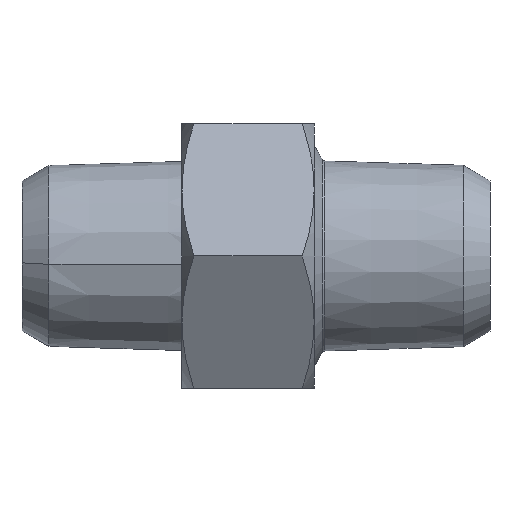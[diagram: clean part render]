
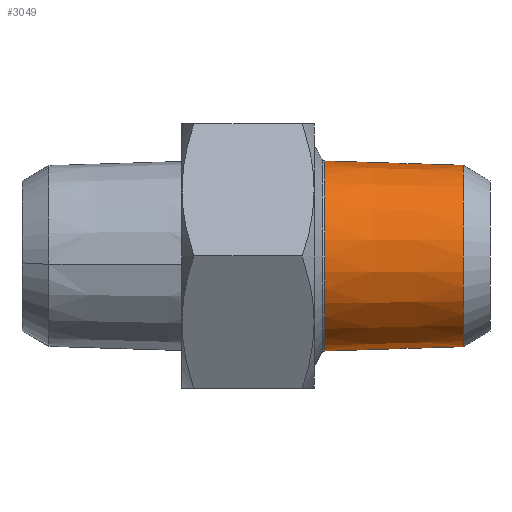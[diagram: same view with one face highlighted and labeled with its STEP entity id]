
A CAD part, left-side view. The second image highlights one B-rep face of the part: STEP entity #3049.
In plain terms, the highlighted conical face has half-angle 1.79 degrees and reference radius 6.52 mm.
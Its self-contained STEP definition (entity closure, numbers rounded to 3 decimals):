
#251 = EDGE_CURVE ( 'NONE', #1443, #2628, #935, .T. ) ;
#346 = EDGE_LOOP ( 'NONE', ( #1183, #2263, #759, #695 ) ) ;
#543 = VECTOR ( 'NONE', #1414, 1000. ) ;
#581 = LINE ( 'NONE', #2357, #543 ) ;
#632 = FACE_OUTER_BOUND ( 'NONE', #346, .T. ) ;
#695 = ORIENTED_EDGE ( 'NONE', *, *, #251, .T. ) ;
#736 = VERTEX_POINT ( 'NONE', #1329 ) ;
#759 = ORIENTED_EDGE ( 'NONE', *, *, #2876, .T. ) ;
#795 = AXIS2_PLACEMENT_3D ( 'NONE', #2682, #2676, #2666 ) ;
#876 = DIRECTION ( 'NONE',  ( 0., 0., 1. ) ) ;
#935 = CIRCLE ( 'NONE', #1575, 6.83 ) ;
#990 = DIRECTION ( 'NONE',  ( 0., 1., 0. ) ) ;
#1061 = CARTESIAN_POINT ( 'NONE',  ( 0., 1.94, 0. ) ) ;
#1176 = AXIS2_PLACEMENT_3D ( 'NONE', #1061, #990, #876 ) ;
#1183 = ORIENTED_EDGE ( 'NONE', *, *, #2400, .F. ) ;
#1241 = VECTOR ( 'NONE', #2370, 1000. ) ;
#1329 = CARTESIAN_POINT ( 'NONE',  ( 0., 1.94, -6.52 ) ) ;
#1357 = EDGE_CURVE ( 'NONE', #1691, #736, #3109, .T. ) ;
#1414 = DIRECTION ( 'NONE',  ( 0., 1., -0.031 ) ) ;
#1443 = VERTEX_POINT ( 'NONE', #2487 ) ;
#1575 = AXIS2_PLACEMENT_3D ( 'NONE', #2804, #2811, #2821 ) ;
#1642 = CONICAL_SURFACE ( 'NONE', #1176, 6.52, 0.031 ) ;
#1691 = VERTEX_POINT ( 'NONE', #1985 ) ;
#1740 = CARTESIAN_POINT ( 'NONE',  ( 0., 11.861, -6.83 ) ) ;
#1985 = CARTESIAN_POINT ( 'NONE',  ( 0., 1.94, 6.52 ) ) ;
#2057 = LINE ( 'NONE', #2385, #1241 ) ;
#2263 = ORIENTED_EDGE ( 'NONE', *, *, #1357, .F. ) ;
#2357 = CARTESIAN_POINT ( 'NONE',  ( 0., 1.94, -6.52 ) ) ;
#2370 = DIRECTION ( 'NONE',  ( 0., 1., 0.031 ) ) ;
#2385 = CARTESIAN_POINT ( 'NONE',  ( 0., 1.94, 6.52 ) ) ;
#2400 = EDGE_CURVE ( 'NONE', #736, #2628, #581, .T. ) ;
#2487 = CARTESIAN_POINT ( 'NONE',  ( 0., 11.861, 6.83 ) ) ;
#2628 = VERTEX_POINT ( 'NONE', #1740 ) ;
#2666 = DIRECTION ( 'NONE',  ( 0., 0., -1. ) ) ;
#2676 = DIRECTION ( 'NONE',  ( 0., -1., 0. ) ) ;
#2682 = CARTESIAN_POINT ( 'NONE',  ( 0., 1.94, 0. ) ) ;
#2804 = CARTESIAN_POINT ( 'NONE',  ( 0., 11.861, 0. ) ) ;
#2811 = DIRECTION ( 'NONE',  ( 0., -1., 0. ) ) ;
#2821 = DIRECTION ( 'NONE',  ( 0., 0., -1. ) ) ;
#2876 = EDGE_CURVE ( 'NONE', #1691, #1443, #2057, .T. ) ;
#3049 = ADVANCED_FACE ( 'NONE', ( #632 ), #1642, .T. ) ;
#3109 = CIRCLE ( 'NONE', #795, 6.52 ) ;
